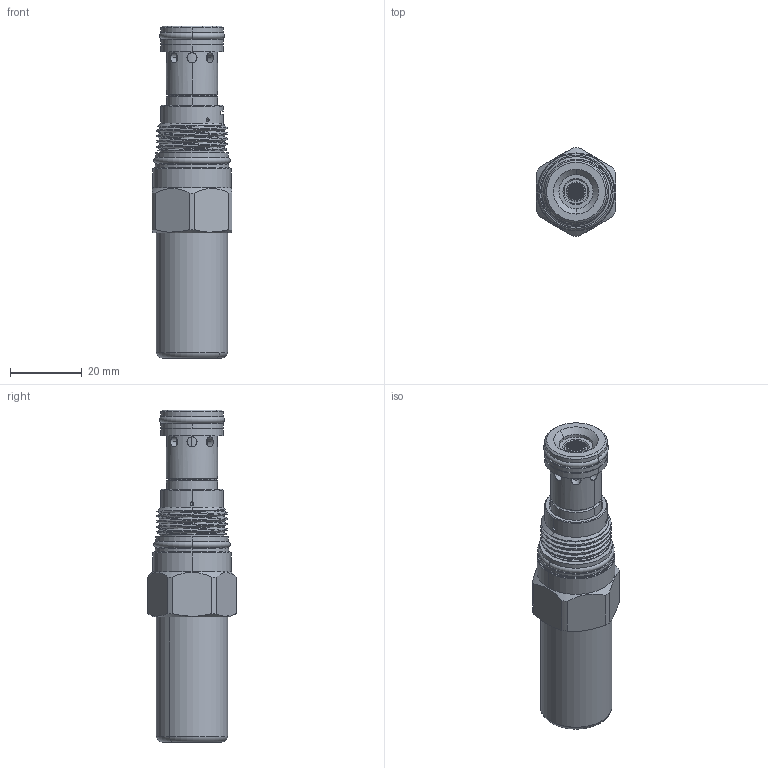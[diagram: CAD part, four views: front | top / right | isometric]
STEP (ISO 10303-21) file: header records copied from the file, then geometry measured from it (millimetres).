
FILE_DESCRIPTION (( 'STEP AP203' ), '1' );
FILE_NAME ('RQ10A20-C.STEP', '2020-03-24T02:07:57', ( '' ), ( '' ), 'SwSTEP 2.0', 'SolidWorks 2018', '' );
FILE_SCHEMA (( 'CONFIG_CONTROL_DESIGN' ));
Length unit declared in the file: millimetre
Products named in the file (1): RQ10A20-C
Bounding box: 22.22 x 24.79 x 92.82 mm (x, y, z)
Volume: 22802 mm3; surface area: 12490.3 mm2
Topology: 4 solids, 4 shells, 718 faces, 1968 edges, 1253 vertices
Faces by surface type: cylinder 555, plane 58, cone 52, torus 40, bspline 9, sphere 4
Entity records: 55608 total; most frequent: CARTESIAN_POINT 38382, ORIENTED_EDGE 3928, DIRECTION 2743, EDGE_CURVE 1964, VERTEX_POINT 1253, EDGE_LOOP 1117, AXIS2_PLACEMENT_3D 1053, B_SPLINE_CURVE_WITH_KNOTS 920
